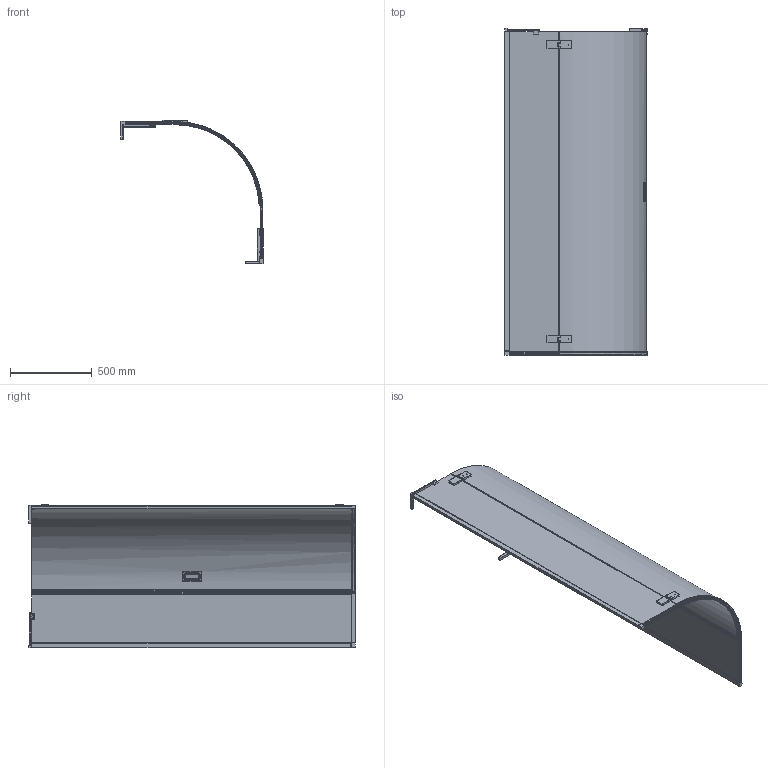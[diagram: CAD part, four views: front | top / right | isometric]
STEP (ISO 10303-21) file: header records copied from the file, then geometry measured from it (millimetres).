
FILE_DESCRIPTION (( 'STEP AP214' ), '1' );
FILE_NAME ('cgf90_040.STEP', '2020-04-22T11:37:53', ( '' ), ( '' ), 'SwSTEP 2.0', 'SolidWorks 2016', '' );
FILE_SCHEMA (( 'AUTOMOTIVE_DESIGN' ));
Length unit declared in the file: millimetre
Products named in the file (1): cgf90_040
Bounding box: 874.9 x 2002.5 x 880.28 mm (x, y, z)
Volume: 25332037.3 mm3; surface area: 6285189.3 mm2
Topology: 1 solids, 13 shells, 1478 faces, 3878 edges, 2426 vertices
Faces by surface type: cylinder 538, plane 527, bspline 308, cone 93, torus 12
Entity records: 67347 total; most frequent: CARTESIAN_POINT 33540, ORIENTED_EDGE 7656, DIRECTION 6305, EDGE_CURVE 3828, VERTEX_POINT 2426, AXIS2_PLACEMENT_3D 2266, LINE 1773, VECTOR 1773
